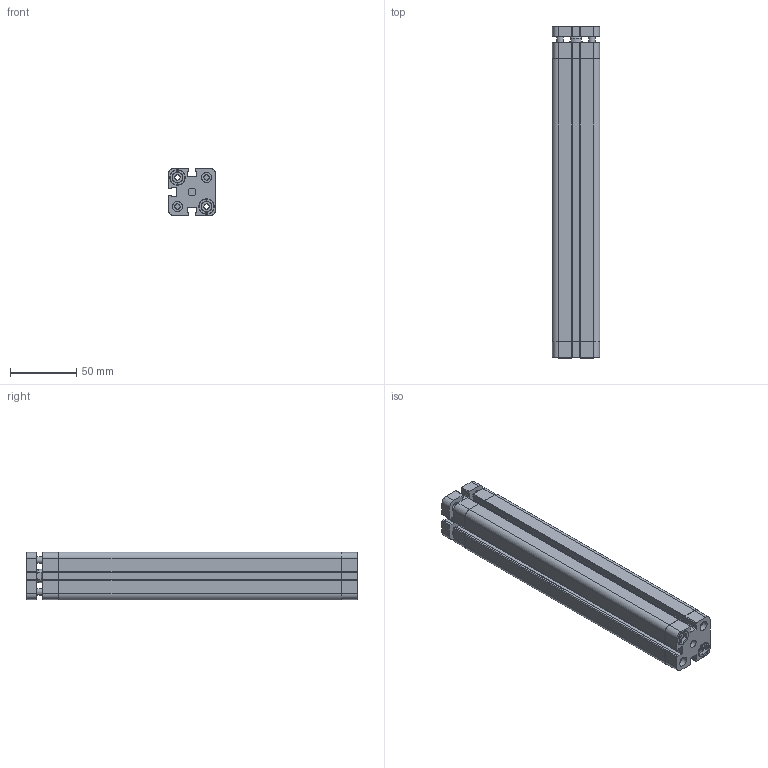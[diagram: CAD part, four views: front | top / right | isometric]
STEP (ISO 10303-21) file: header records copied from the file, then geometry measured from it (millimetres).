
FILE_DESCRIPTION((''),'2;1');
FILE_NAME('ADMA020.200.GS.F.stp','2011-08-26T10:02:42',('Administrator'),(''),'Autodesk Inventor 2012','Autodesk Inventor 2012','');
FILE_SCHEMA(('AUTOMOTIVE_DESIGN { 1 0 10303 214 1 1 1 1 }'));
Length unit declared in the file: millimetre
Products named in the file (1): ADMA020.200.GS.F
Bounding box: 36.1 x 250.5 x 36.1 mm (x, y, z)
Volume: 272272.3 mm3; surface area: 63297.5 mm2
Topology: 1 solids, 1 shells, 317 faces, 829 edges, 545 vertices
Faces by surface type: plane 191, cylinder 125, torus 1
Full cylindrical faces by diameter (mm): 4 x4, 4.134 x6, 5 x2, 6 x3, 6.6 x2, 7.5 x4, 8 x4, 8.5 x1, 10 x1, 11 x1, 11.1 x4, 11.6 x1, 11.7 x4
Entity records: 9940 total; most frequent: DIRECTION 1692, CARTESIAN_POINT 1674, ORIENTED_EDGE 1568, EDGE_CURVE 784, AXIS2_PLACEMENT_3D 592, VERTEX_POINT 538, VECTOR 508, LINE 508
